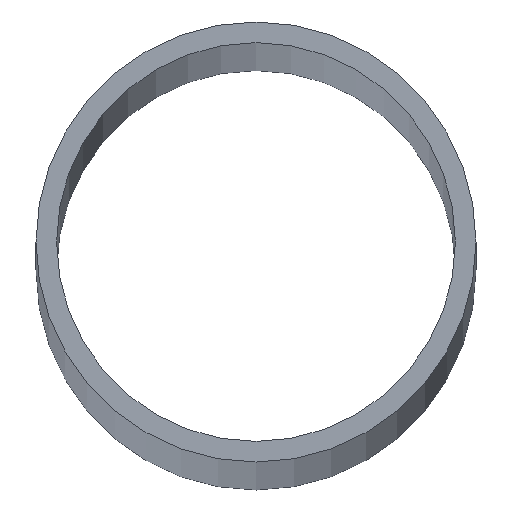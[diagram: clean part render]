
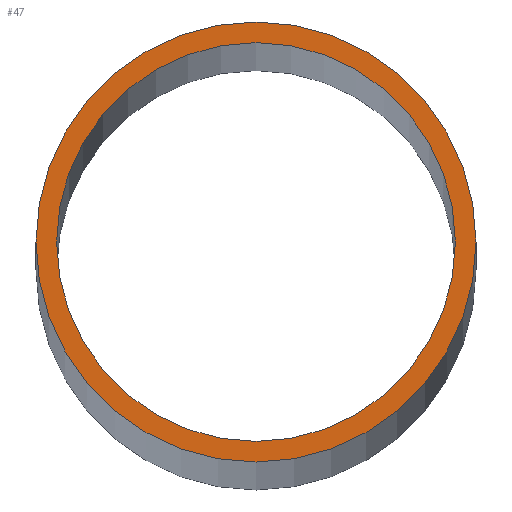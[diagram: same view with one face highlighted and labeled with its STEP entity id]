
A CAD part, top view. The second image highlights one B-rep face of the part: STEP entity #47.
In plain terms, the highlighted planar face has unit normal (0, 0, 1).
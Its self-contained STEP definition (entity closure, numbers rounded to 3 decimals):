
#43=PLANE('',#94);
#47=ADVANCED_FACE('',(#56,#57),#43,.T.);
#56=FACE_BOUND('',#64,.T.);
#57=FACE_BOUND('',#65,.T.);
#64=EDGE_LOOP('',(#72));
#65=EDGE_LOOP('',(#73));
#72=ORIENTED_EDGE('',*,*,#79,.F.);
#73=ORIENTED_EDGE('',*,*,#81,.F.);
#75=VERTEX_POINT('',#117);
#77=VERTEX_POINT('',#122);
#79=EDGE_CURVE('',#75,#75,#83,.T.);
#81=EDGE_CURVE('',#77,#77,#85,.T.);
#83=CIRCLE('',#88,16.);
#85=CIRCLE('',#91,14.5);
#88=AXIS2_PLACEMENT_3D('',#116,#99,#100);
#91=AXIS2_PLACEMENT_3D('',#121,#105,#106);
#94=AXIS2_PLACEMENT_3D('',#125,#111,#112);
#99=DIRECTION('',(0.,0.,-1.));
#100=DIRECTION('',(1.,0.,0.));
#105=DIRECTION('',(0.,0.,1.));
#106=DIRECTION('',(1.,0.,0.));
#111=DIRECTION('',(0.,0.,1.));
#112=DIRECTION('',(1.,0.,0.));
#116=CARTESIAN_POINT('',(-16.,67.,14.));
#117=CARTESIAN_POINT('',(0.,67.,14.));
#121=CARTESIAN_POINT('',(-16.,67.,14.));
#122=CARTESIAN_POINT('',(-1.5,67.,14.));
#125=CARTESIAN_POINT('',(-16.,67.,14.));
